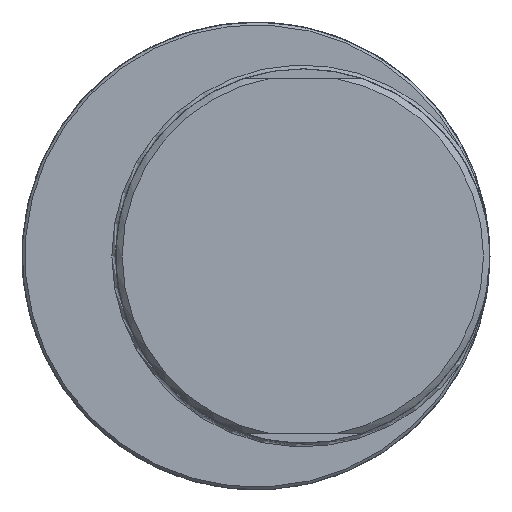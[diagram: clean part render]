
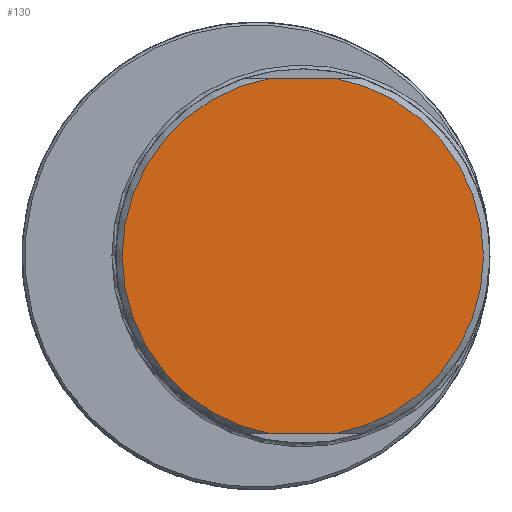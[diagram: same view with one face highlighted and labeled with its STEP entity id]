
A CAD part, left-side view. The second image highlights one B-rep face of the part: STEP entity #130.
In plain terms, the highlighted planar face has unit normal (-1, 0, 0).
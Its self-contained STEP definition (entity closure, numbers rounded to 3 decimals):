
#108=PLANE('',#369);
#116=FACE_OUTER_BOUND('',#187,.T.);
#130=ADVANCED_FACE('',(#116),#108,.F.);
#157=LINE('',#499,#165);
#158=LINE('',#504,#166);
#165=VECTOR('',#415,1.);
#166=VECTOR('',#418,1.);
#187=EDGE_LOOP('',(#223,#224,#225,#226));
#223=ORIENTED_EDGE('',*,*,#317,.F.);
#224=ORIENTED_EDGE('',*,*,#318,.T.);
#225=ORIENTED_EDGE('',*,*,#319,.F.);
#226=ORIENTED_EDGE('',*,*,#320,.T.);
#293=VERTEX_POINT('',#500);
#294=VERTEX_POINT('',#501);
#295=VERTEX_POINT('',#503);
#296=VERTEX_POINT('',#505);
#317=EDGE_CURVE('',#293,#294,#157,.T.);
#318=EDGE_CURVE('',#293,#295,#348,.T.);
#319=EDGE_CURVE('',#296,#295,#158,.T.);
#320=EDGE_CURVE('',#296,#294,#349,.T.);
#348=CIRCLE('',#367,19.3);
#349=CIRCLE('',#368,19.3);
#367=AXIS2_PLACEMENT_3D('',#502,#416,#417);
#368=AXIS2_PLACEMENT_3D('',#506,#419,#420);
#369=AXIS2_PLACEMENT_3D('',#507,#421,#422);
#415=DIRECTION('',(0.,1.,0.));
#416=DIRECTION('',(-1.,0.,0.));
#417=DIRECTION('',(0.,0.,-1.));
#418=DIRECTION('',(0.,-1.,0.));
#419=DIRECTION('',(-1.,0.,0.));
#420=DIRECTION('',(0.,0.,-1.));
#421=DIRECTION('',(1.,0.,0.));
#422=DIRECTION('',(0.,0.,-1.));
#499=CARTESIAN_POINT('',(-5.,0.,-19.));
#500=CARTESIAN_POINT('',(-5.,-8.39,-19.));
#501=CARTESIAN_POINT('',(-5.,-1.61,-19.));
#502=CARTESIAN_POINT('',(-5.,-5.,0.));
#503=CARTESIAN_POINT('',(-5.,-8.39,19.));
#504=CARTESIAN_POINT('',(-5.,0.,19.));
#505=CARTESIAN_POINT('',(-5.,-1.61,19.));
#506=CARTESIAN_POINT('',(-5.,-5.,0.));
#507=CARTESIAN_POINT('',(-5.,0.,0.));
